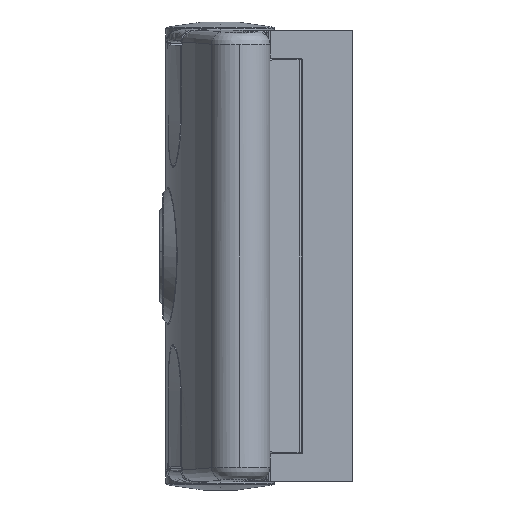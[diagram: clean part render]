
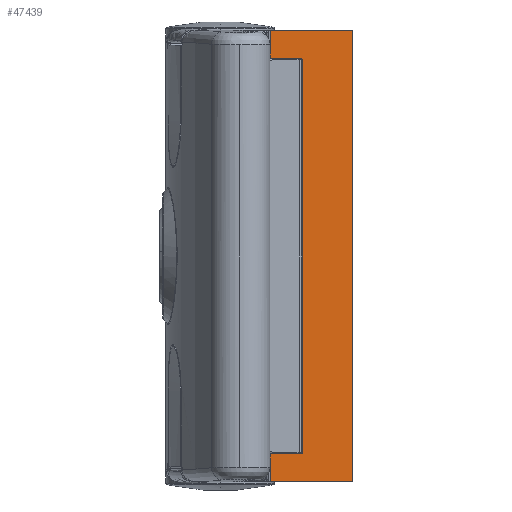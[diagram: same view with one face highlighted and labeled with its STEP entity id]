
A CAD part, left-side view. The second image highlights one B-rep face of the part: STEP entity #47439.
In plain terms, the highlighted face is planar.
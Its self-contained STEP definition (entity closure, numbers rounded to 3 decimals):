
#539 = DIRECTION ( 'NONE',  ( 0., -1., 0. ) ) ;
#1175 = CARTESIAN_POINT ( 'NONE',  ( -31.2, 32., -18.25 ) ) ;
#1409 = ORIENTED_EDGE ( 'NONE', *, *, #90324, .F. ) ;
#3083 = VERTEX_POINT ( 'NONE', #103890 ) ;
#4480 = ORIENTED_EDGE ( 'NONE', *, *, #84024, .T. ) ;
#6414 = CARTESIAN_POINT ( 'NONE',  ( 37.5, 0., -18.25 ) ) ;
#6925 = EDGE_CURVE ( 'NONE', #15135, #96224, #76302, .T. ) ;
#8676 = VECTOR ( 'NONE', #34453, 1000. ) ;
#9686 = VECTOR ( 'NONE', #71934, 1000. ) ;
#12856 = VERTEX_POINT ( 'NONE', #99993 ) ;
#12953 = VERTEX_POINT ( 'NONE', #48494 ) ;
#14720 = EDGE_CURVE ( 'NONE', #12953, #3083, #76318, .T. ) ;
#15135 = VERTEX_POINT ( 'NONE', #6414 ) ;
#16172 = VERTEX_POINT ( 'NONE', #90178 ) ;
#18760 = CARTESIAN_POINT ( 'NONE',  ( 31.2, 32., -18.25 ) ) ;
#21838 = DIRECTION ( 'NONE',  ( -1., 0., 0. ) ) ;
#27119 = VECTOR ( 'NONE', #539, 1000. ) ;
#30088 = VECTOR ( 'NONE', #37500, 1000. ) ;
#30655 = VERTEX_POINT ( 'NONE', #83001 ) ;
#31860 = PLANE ( 'NONE',  #79618 ) ;
#32236 = VECTOR ( 'NONE', #21838, 1000. ) ;
#34453 = DIRECTION ( 'NONE',  ( 1., 0., 0. ) ) ;
#37500 = DIRECTION ( 'NONE',  ( 1., 0., 0. ) ) ;
#37622 = EDGE_CURVE ( 'NONE', #16172, #12856, #106973, .T. ) ;
#40716 = CARTESIAN_POINT ( 'NONE',  ( -37.5, 32., -18.25 ) ) ;
#40736 = LINE ( 'NONE', #73792, #84754 ) ;
#40970 = FACE_OUTER_BOUND ( 'NONE', #107786, .T. ) ;
#47439 = ADVANCED_FACE ( 'NONE', ( #40970 ), #31860, .F. ) ;
#47462 = VERTEX_POINT ( 'NONE', #58397 ) ;
#48494 = CARTESIAN_POINT ( 'NONE',  ( -37.5, 13.7, -18.25 ) ) ;
#49552 = DIRECTION ( 'NONE',  ( 1., 0., 0. ) ) ;
#55109 = EDGE_CURVE ( 'NONE', #3083, #30655, #108545, .T. ) ;
#56649 = LINE ( 'NONE', #63082, #9686 ) ;
#56866 = CARTESIAN_POINT ( 'NONE',  ( -37.5, 0., -18.25 ) ) ;
#58397 = CARTESIAN_POINT ( 'NONE',  ( 37.5, 13.7, -18.25 ) ) ;
#61631 = ORIENTED_EDGE ( 'NONE', *, *, #64890, .T. ) ;
#61760 = VECTOR ( 'NONE', #89438, 1000. ) ;
#62151 = ORIENTED_EDGE ( 'NONE', *, *, #6925, .T. ) ;
#63082 = CARTESIAN_POINT ( 'NONE',  ( -37.5, 32., -18.25 ) ) ;
#64542 = DIRECTION ( 'NONE',  ( 1., 0., 0. ) ) ;
#64890 = EDGE_CURVE ( 'NONE', #12856, #47462, #40736, .T. ) ;
#69398 = CARTESIAN_POINT ( 'NONE',  ( -31.5, 13.7, -18.25 ) ) ;
#71934 = DIRECTION ( 'NONE',  ( 0., -1., 0. ) ) ;
#73792 = CARTESIAN_POINT ( 'NONE',  ( 37.5, 13.7, -18.25 ) ) ;
#76302 = LINE ( 'NONE', #56866, #32236 ) ;
#76318 = LINE ( 'NONE', #69398, #8676 ) ;
#79618 = AXIS2_PLACEMENT_3D ( 'NONE', #40716, #101799, #49552 ) ;
#80040 = CARTESIAN_POINT ( 'NONE',  ( 37.5, 32., -18.25 ) ) ;
#83001 = CARTESIAN_POINT ( 'NONE',  ( -31.2, 21.4, -18.25 ) ) ;
#83551 = ORIENTED_EDGE ( 'NONE', *, *, #101238, .T. ) ;
#84024 = EDGE_CURVE ( 'NONE', #47462, #15135, #91753, .T. ) ;
#84754 = VECTOR ( 'NONE', #64542, 1000. ) ;
#86359 = VECTOR ( 'NONE', #106515, 1000. ) ;
#88039 = ORIENTED_EDGE ( 'NONE', *, *, #55109, .T. ) ;
#89438 = DIRECTION ( 'NONE',  ( 0., 1., 0. ) ) ;
#90178 = CARTESIAN_POINT ( 'NONE',  ( 31.2, 21.4, -18.25 ) ) ;
#90324 = EDGE_CURVE ( 'NONE', #12953, #96224, #56649, .T. ) ;
#91733 = CARTESIAN_POINT ( 'NONE',  ( -37.5, 0., -18.25 ) ) ;
#91753 = LINE ( 'NONE', #80040, #27119 ) ;
#96224 = VERTEX_POINT ( 'NONE', #91733 ) ;
#98560 = CARTESIAN_POINT ( 'NONE',  ( 31.5, 21.4, -18.25 ) ) ;
#99953 = ORIENTED_EDGE ( 'NONE', *, *, #14720, .T. ) ;
#99993 = CARTESIAN_POINT ( 'NONE',  ( 31.2, 13.7, -18.25 ) ) ;
#100221 = LINE ( 'NONE', #98560, #30088 ) ;
#101238 = EDGE_CURVE ( 'NONE', #30655, #16172, #100221, .T. ) ;
#101799 = DIRECTION ( 'NONE',  ( 0., 0., 1. ) ) ;
#103890 = CARTESIAN_POINT ( 'NONE',  ( -31.2, 13.7, -18.25 ) ) ;
#105992 = ORIENTED_EDGE ( 'NONE', *, *, #37622, .T. ) ;
#106515 = DIRECTION ( 'NONE',  ( 0., -1., 0. ) ) ;
#106973 = LINE ( 'NONE', #18760, #86359 ) ;
#107786 = EDGE_LOOP ( 'NONE', ( #1409, #99953, #88039, #83551, #105992, #61631, #4480, #62151 ) ) ;
#108545 = LINE ( 'NONE', #1175, #61760 ) ;
